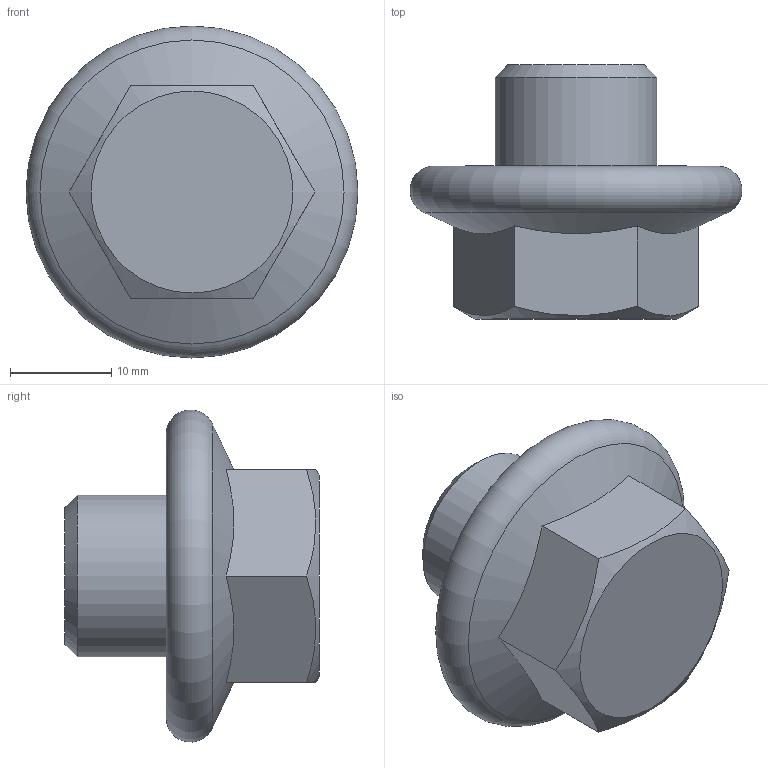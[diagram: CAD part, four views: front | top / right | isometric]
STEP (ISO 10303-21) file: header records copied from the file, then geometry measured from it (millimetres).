
FILE_DESCRIPTION(('FreeCAD Model'),'2;1');
FILE_NAME('iso4162M16x55.step', '2020-06-15T15:02:01',('Author'),(''), 'Open CASCADE STEP processor 7.3','FreeCAD','Unknown');
FILE_SCHEMA(('AUTOMOTIVE_DESIGN { 1 0 10303 214 1 1 1 1 }'));
Length unit declared in the file: millimetre
Products named in the file (1): ISO_4162_M16_x_55
Bounding box: 32.79 x 25.1 x 32.79 mm (x, y, z)
Volume: 9917.1 mm3; surface area: 3059.1 mm2
Topology: 1 solids, 1 shells, 14 faces, 29 edges, 18 vertices
Faces by surface type: plane 9, cone 3, cylinder 1, torus 1
Full cylindrical faces by diameter (mm): 16 x1
Entity records: 1013 total; most frequent: CARTESIAN_POINT 480, DIRECTION 80, ORIENTED_EDGE 58, PCURVE 58, DEFINITIONAL_REPRESENTATION 58, LINE 36, VECTOR 36, EDGE_CURVE 29
